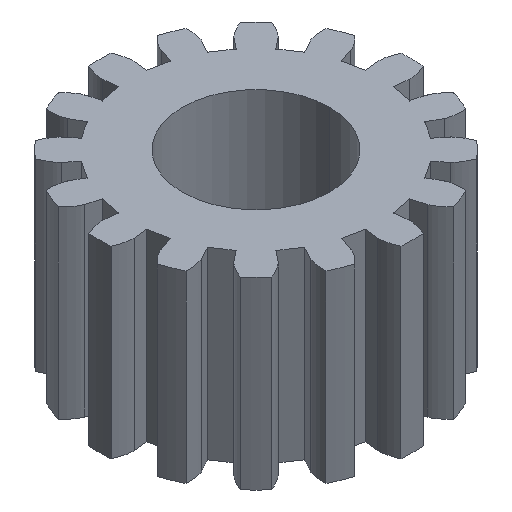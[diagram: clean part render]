
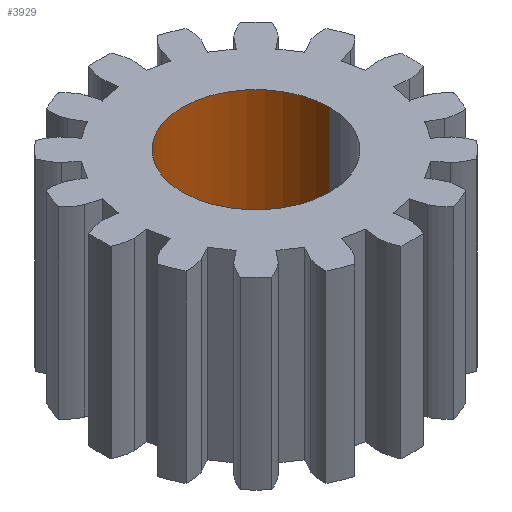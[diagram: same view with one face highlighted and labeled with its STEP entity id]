
A CAD part, isometric view. The second image highlights one B-rep face of the part: STEP entity #3929.
In plain terms, the highlighted cylindrical face has radius 4 mm (diameter 8 mm), a partial arc.
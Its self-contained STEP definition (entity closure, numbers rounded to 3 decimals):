
#45 = VECTOR ( 'NONE', #3760, 1000. ) ;
#149 = CARTESIAN_POINT ( 'NONE',  ( 0., 0., 0. ) ) ;
#154 = ORIENTED_EDGE ( 'NONE', *, *, #4665, .T. ) ;
#449 = LINE ( 'NONE', #2106, #45 ) ;
#686 = CARTESIAN_POINT ( 'NONE',  ( 0., 0., 10. ) ) ;
#904 = LINE ( 'NONE', #2608, #4451 ) ;
#1050 = EDGE_CURVE ( 'NONE', #4330, #3084, #1599, .T. ) ;
#1078 = FACE_OUTER_BOUND ( 'NONE', #1092, .T. ) ;
#1092 = EDGE_LOOP ( 'NONE', ( #2847, #2713, #154, #2707 ) ) ;
#1144 = DIRECTION ( 'NONE',  ( 0., 0., 1. ) ) ;
#1393 = DIRECTION ( 'NONE',  ( 0., 0., 1. ) ) ;
#1599 = CIRCLE ( 'NONE', #4625, 4. ) ;
#1606 = CIRCLE ( 'NONE', #2296, 4. ) ;
#1818 = DIRECTION ( 'NONE',  ( 0., 0., 1. ) ) ;
#1886 = EDGE_CURVE ( 'NONE', #5060, #3620, #1606, .T. ) ;
#1895 = CYLINDRICAL_SURFACE ( 'NONE', #4891, 4. ) ;
#2106 = CARTESIAN_POINT ( 'NONE',  ( 4., 0., 10. ) ) ;
#2159 = EDGE_CURVE ( 'NONE', #3084, #3620, #904, .T. ) ;
#2296 = AXIS2_PLACEMENT_3D ( 'NONE', #686, #1144, #2363 ) ;
#2332 = CARTESIAN_POINT ( 'NONE',  ( 4., 0., 0. ) ) ;
#2363 = DIRECTION ( 'NONE',  ( 1., 0., 0. ) ) ;
#2608 = CARTESIAN_POINT ( 'NONE',  ( -4., 0., 10. ) ) ;
#2707 = ORIENTED_EDGE ( 'NONE', *, *, #1886, .T. ) ;
#2713 = ORIENTED_EDGE ( 'NONE', *, *, #1050, .F. ) ;
#2847 = ORIENTED_EDGE ( 'NONE', *, *, #2159, .F. ) ;
#2894 = CARTESIAN_POINT ( 'NONE',  ( -4., 0., 10. ) ) ;
#3084 = VERTEX_POINT ( 'NONE', #4940 ) ;
#3567 = DIRECTION ( 'NONE',  ( 0., 0., 1. ) ) ;
#3620 = VERTEX_POINT ( 'NONE', #2894 ) ;
#3760 = DIRECTION ( 'NONE',  ( 0., 0., 1. ) ) ;
#3929 = ADVANCED_FACE ( 'NONE', ( #1078 ), #1895, .F. ) ;
#4330 = VERTEX_POINT ( 'NONE', #2332 ) ;
#4451 = VECTOR ( 'NONE', #1393, 1000. ) ;
#4625 = AXIS2_PLACEMENT_3D ( 'NONE', #149, #1818, #4716 ) ;
#4665 = EDGE_CURVE ( 'NONE', #4330, #5060, #449, .T. ) ;
#4716 = DIRECTION ( 'NONE',  ( 1., 0., 0. ) ) ;
#4811 = DIRECTION ( 'NONE',  ( 1., 0., 0. ) ) ;
#4891 = AXIS2_PLACEMENT_3D ( 'NONE', #5194, #3567, #4811 ) ;
#4940 = CARTESIAN_POINT ( 'NONE',  ( -4., 0., 0. ) ) ;
#5060 = VERTEX_POINT ( 'NONE', #5079 ) ;
#5079 = CARTESIAN_POINT ( 'NONE',  ( 4., 0., 10. ) ) ;
#5194 = CARTESIAN_POINT ( 'NONE',  ( 0., 0., 10. ) ) ;
